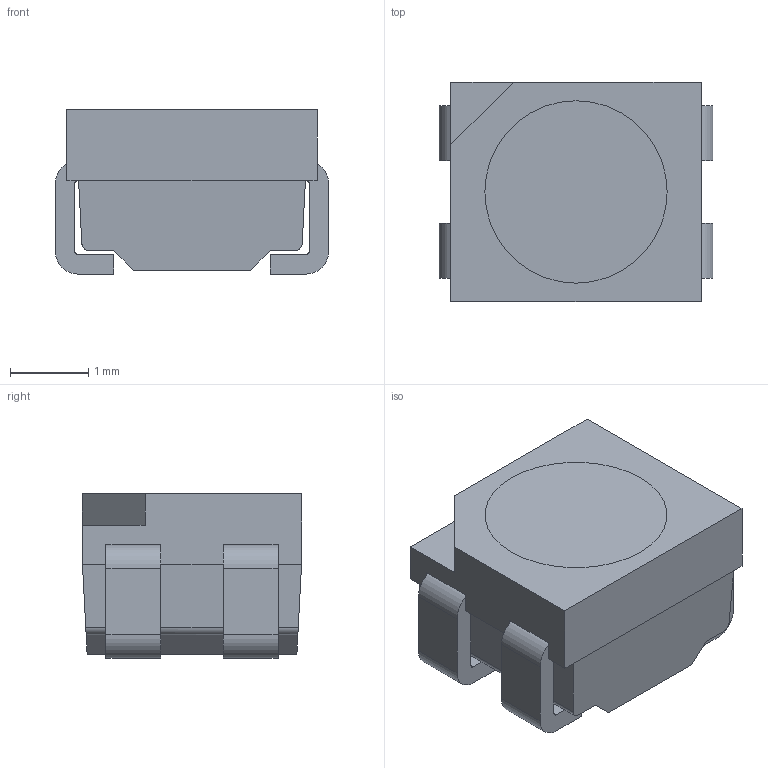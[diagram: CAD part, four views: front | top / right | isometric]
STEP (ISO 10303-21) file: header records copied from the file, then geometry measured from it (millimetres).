
FILE_DESCRIPTION(('FreeCAD Model'),'2;1');
FILE_NAME( 'CLVBA_FKA_CAEDH8BBB7A369_cp.step', '2021-03-09T21:03:25',('kicad StepUp'),('ksu MCAD'), 'Open CASCADE STEP processor 7.5','FreeCAD','Unknown');
FILE_SCHEMA(('AUTOMOTIVE_DESIGN { 1 0 10303 214 1 1 1 1 }'));
Length unit declared in the file: millimetre
Products named in the file (1): CLVBA_FKA_CAEDH8BBB7A369_cp
Bounding box: 3.5 x 2.8 x 2.1 mm (x, y, z)
Volume: 17.3 mm3; surface area: 70 mm2
Topology: 6 solids, 6 shells, 99 faces, 246 edges, 160 vertices
Faces by surface type: plane 77, cylinder 22
Entity records: 3657 total; most frequent: CARTESIAN_POINT 518, ORIENTED_EDGE 492, DIRECTION 482, EDGE_CURVE 246, LINE 202, VECTOR 202, VERTEX_POINT 160, AXIS2_PLACEMENT_3D 140
